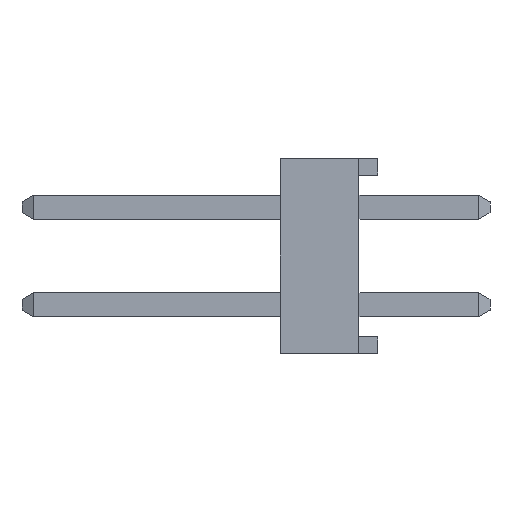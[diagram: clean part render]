
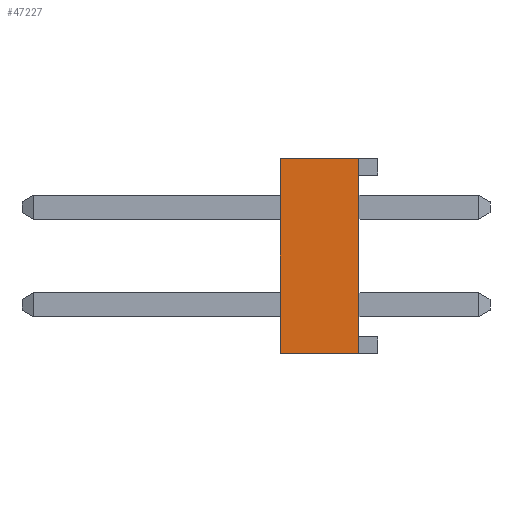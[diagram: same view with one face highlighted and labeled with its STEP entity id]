
A CAD part, left-side view. The second image highlights one B-rep face of the part: STEP entity #47227.
In plain terms, the highlighted planar face has unit normal (-1, 0, 0).
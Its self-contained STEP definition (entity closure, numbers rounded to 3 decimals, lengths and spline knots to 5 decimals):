
#691 = ORIENTED_EDGE ( 'NONE', *, *, #48251, .T. ) ;
#692 = ORIENTED_EDGE ( 'NONE', *, *, #48228, .F. ) ;
#693 = ORIENTED_EDGE ( 'NONE', *, *, #48256, .F. ) ;
#694 = ORIENTED_EDGE ( 'NONE', *, *, #48215, .T. ) ;
#11146 = EDGE_LOOP ( 'NONE', ( #691, #692, #693, #694 ) ) ;
#25466 = AXIS2_PLACEMENT_3D ( 'NONE', #34974, #34984, #34985 ) ;
#30466 = CARTESIAN_POINT ( 'NONE',  ( -1.9, 0.1, 0.1 ) ) ;
#30469 = CARTESIAN_POINT ( 'NONE',  ( -1.9, 0.1, -0.1 ) ) ;
#30480 = CARTESIAN_POINT ( 'NONE',  ( -1.9, 0.02, 0.1 ) ) ;
#30481 = CARTESIAN_POINT ( 'NONE',  ( -1.9, 0.02, -0.1 ) ) ;
#34974 = CARTESIAN_POINT ( 'NONE',  ( -1.9, 0.1, 0.1 ) ) ;
#34979 = PLANE ( 'NONE',  #25466 ) ;
#34984 = DIRECTION ( 'NONE',  ( 1., 0., 0. ) ) ;
#34985 = DIRECTION ( 'NONE',  ( 0., 1., 0. ) ) ;
#35266 = FACE_OUTER_BOUND ( 'NONE', #11146, .T. ) ;
#39931 = CARTESIAN_POINT ( 'NONE',  ( -1.9, 0.1, 0.1 ) ) ;
#39932 = DIRECTION ( 'NONE',  ( 0., 0., -1. ) ) ;
#39957 = CARTESIAN_POINT ( 'NONE',  ( -1.9, 0.02, 0.1 ) ) ;
#39958 = DIRECTION ( 'NONE',  ( 0., 0., -1. ) ) ;
#40003 = CARTESIAN_POINT ( 'NONE',  ( -1.9, 0.1, -0.1 ) ) ;
#40004 = DIRECTION ( 'NONE',  ( 0., -1., 0. ) ) ;
#40013 = CARTESIAN_POINT ( 'NONE',  ( -1.9, 0.1, 0.1 ) ) ;
#40014 = DIRECTION ( 'NONE',  ( 0., -1., 0. ) ) ;
#40499 = LINE ( 'NONE', #39931, #40500 ) ;
#40500 = VECTOR ( 'NONE', #39932, 39.37008 ) ;
#40525 = LINE ( 'NONE', #39957, #40526 ) ;
#40526 = VECTOR ( 'NONE', #39958, 39.37008 ) ;
#40571 = LINE ( 'NONE', #40003, #40572 ) ;
#40572 = VECTOR ( 'NONE', #40004, 39.37008 ) ;
#40581 = LINE ( 'NONE', #40013, #40582 ) ;
#40582 = VECTOR ( 'NONE', #40014, 39.37008 ) ;
#44292 = VERTEX_POINT ( 'NONE', #30466 ) ;
#44295 = VERTEX_POINT ( 'NONE', #30469 ) ;
#44306 = VERTEX_POINT ( 'NONE', #30480 ) ;
#44307 = VERTEX_POINT ( 'NONE', #30481 ) ;
#47227 = ADVANCED_FACE ( 'NONE', ( #35266 ), #34979, .F. ) ;
#48215 = EDGE_CURVE ( 'NONE', #44292, #44295, #40499, .T. ) ;
#48228 = EDGE_CURVE ( 'NONE', #44306, #44307, #40525, .T. ) ;
#48251 = EDGE_CURVE ( 'NONE', #44295, #44307, #40571, .T. ) ;
#48256 = EDGE_CURVE ( 'NONE', #44292, #44306, #40581, .T. ) ;
